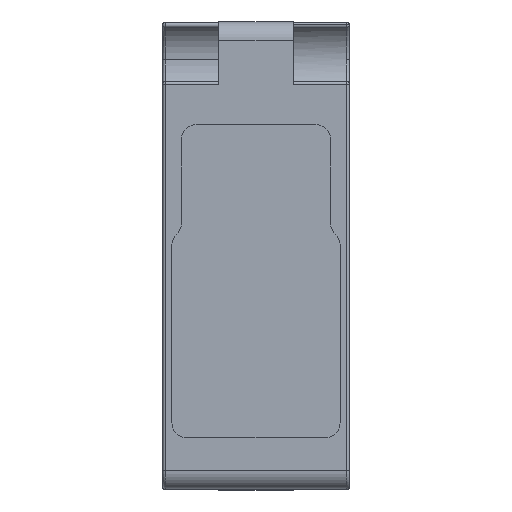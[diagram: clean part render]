
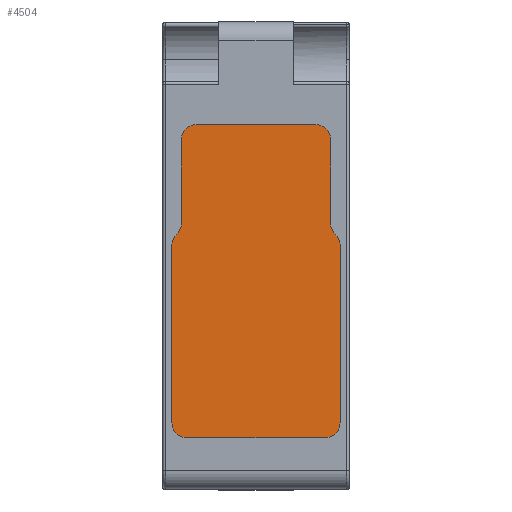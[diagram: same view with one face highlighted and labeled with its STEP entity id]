
A CAD part, top view. The second image highlights one B-rep face of the part: STEP entity #4504.
In plain terms, the highlighted planar face has unit normal (0, 0, 1).
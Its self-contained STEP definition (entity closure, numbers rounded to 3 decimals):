
#54 = AXIS2_PLACEMENT_3D ( 'NONE', #12433, #5947, #13522 ) ;
#57 = CARTESIAN_POINT ( 'NONE',  ( 6.4, 14., 25. ) ) ;
#195 = CARTESIAN_POINT ( 'NONE',  ( -7.4, -17.9, 25. ) ) ;
#309 = EDGE_CURVE ( 'NONE', #11489, #9440, #5740, .T. ) ;
#310 = DIRECTION ( 'NONE',  ( 0., 0., 1. ) ) ;
#342 = AXIS2_PLACEMENT_3D ( 'NONE', #8054, #1451, #9134 ) ;
#412 = AXIS2_PLACEMENT_3D ( 'NONE', #14028, #7553, #929 ) ;
#574 = CIRCLE ( 'NONE', #412, 1.6 ) ;
#699 = CARTESIAN_POINT ( 'NONE',  ( 7.4, -19.5, 25. ) ) ;
#830 = AXIS2_PLACEMENT_3D ( 'NONE', #3724, #11383, #4839 ) ;
#867 = CARTESIAN_POINT ( 'NONE',  ( 9.6, 3.424, 25. ) ) ;
#893 = VERTEX_POINT ( 'NONE', #57 ) ;
#897 = EDGE_CURVE ( 'NONE', #1657, #14045, #8505, .T. ) ;
#929 = DIRECTION ( 'NONE',  ( 1., 0., 0. ) ) ;
#1085 = VERTEX_POINT ( 'NONE', #3978 ) ;
#1312 = DIRECTION ( 'NONE',  ( 1., 0., 0. ) ) ;
#1345 = EDGE_CURVE ( 'NONE', #9440, #1657, #12853, .T. ) ;
#1437 = CARTESIAN_POINT ( 'NONE',  ( -9., 1.1, 25. ) ) ;
#1451 = DIRECTION ( 'NONE',  ( 0., 0., 1. ) ) ;
#1555 = EDGE_CURVE ( 'NONE', #7494, #6443, #6582, .T. ) ;
#1584 = ORIENTED_EDGE ( 'NONE', *, *, #1345, .T. ) ;
#1590 = DIRECTION ( 'NONE',  ( -1., 0., 0. ) ) ;
#1657 = VERTEX_POINT ( 'NONE', #12330 ) ;
#1707 = EDGE_CURVE ( 'NONE', #11800, #6494, #7076, .T. ) ;
#1989 = DIRECTION ( 'NONE',  ( 1., 0., 0. ) ) ;
#2020 = DIRECTION ( 'NONE',  ( 0., 0., 1. ) ) ;
#2152 = PLANE ( 'NONE',  #12199 ) ;
#2592 = CARTESIAN_POINT ( 'NONE',  ( 8., 12.4, 25. ) ) ;
#2621 = EDGE_CURVE ( 'NONE', #14045, #893, #7336, .T. ) ;
#2728 = EDGE_CURVE ( 'NONE', #893, #1085, #8515, .T. ) ;
#2740 = EDGE_CURVE ( 'NONE', #6494, #7494, #13922, .T. ) ;
#2867 = VECTOR ( 'NONE', #4752, 1000. ) ;
#2938 = CARTESIAN_POINT ( 'NONE',  ( 9., -17.9, 25. ) ) ;
#3429 = ORIENTED_EDGE ( 'NONE', *, *, #7734, .T. ) ;
#3724 = CARTESIAN_POINT ( 'NONE',  ( 7.4, -17.9, 25. ) ) ;
#3978 = CARTESIAN_POINT ( 'NONE',  ( -6.4, 14., 25. ) ) ;
#4418 = CARTESIAN_POINT ( 'NONE',  ( -6.4, 12.4, 25. ) ) ;
#4504 = ADVANCED_FACE ( 'NONE', ( #10234 ), #2152, .T. ) ;
#4572 = CARTESIAN_POINT ( 'NONE',  ( -9., -17.9, 25. ) ) ;
#4752 = DIRECTION ( 'NONE',  ( 0., -1., 0. ) ) ;
#4839 = DIRECTION ( 'NONE',  ( 1., 0., 0. ) ) ;
#5065 = AXIS2_PLACEMENT_3D ( 'NONE', #8608, #2020, #9695 ) ;
#5126 = CARTESIAN_POINT ( 'NONE',  ( 8.5, 2.262, 25. ) ) ;
#5276 = EDGE_CURVE ( 'NONE', #11502, #11800, #574, .T. ) ;
#5522 = DIRECTION ( 'NONE',  ( 1., 0., 0. ) ) ;
#5588 = VECTOR ( 'NONE', #5793, 1000. ) ;
#5598 = VECTOR ( 'NONE', #1590, 1000. ) ;
#5740 = CIRCLE ( 'NONE', #6590, 1.6 ) ;
#5783 = ORIENTED_EDGE ( 'NONE', *, *, #6707, .T. ) ;
#5793 = DIRECTION ( 'NONE',  ( 0., 1., 0. ) ) ;
#5812 = LINE ( 'NONE', #11285, #2867 ) ;
#5947 = DIRECTION ( 'NONE',  ( 0., 0., 1. ) ) ;
#6104 = EDGE_CURVE ( 'NONE', #12766, #11489, #7155, .T. ) ;
#6395 = ORIENTED_EDGE ( 'NONE', *, *, #309, .T. ) ;
#6443 = VERTEX_POINT ( 'NONE', #6481 ) ;
#6481 = CARTESIAN_POINT ( 'NONE',  ( -7.4, -19.5, 25. ) ) ;
#6494 = VERTEX_POINT ( 'NONE', #1437 ) ;
#6524 = ORIENTED_EDGE ( 'NONE', *, *, #1707, .T. ) ;
#6582 = CIRCLE ( 'NONE', #6973, 1.6 ) ;
#6590 = AXIS2_PLACEMENT_3D ( 'NONE', #6912, #310, #8033 ) ;
#6707 = EDGE_CURVE ( 'NONE', #1085, #7873, #13055, .T. ) ;
#6912 = CARTESIAN_POINT ( 'NONE',  ( 7.4, 1.1, 25. ) ) ;
#6973 = AXIS2_PLACEMENT_3D ( 'NONE', #195, #7916, #1312 ) ;
#7076 = CIRCLE ( 'NONE', #54, 1.6 ) ;
#7155 = LINE ( 'NONE', #10327, #12903 ) ;
#7260 = AXIS2_PLACEMENT_3D ( 'NONE', #867, #8584, #1989 ) ;
#7326 = DIRECTION ( 'NONE',  ( 1., 0., 0. ) ) ;
#7334 = ORIENTED_EDGE ( 'NONE', *, *, #2728, .T. ) ;
#7336 = CIRCLE ( 'NONE', #342, 1.6 ) ;
#7494 = VERTEX_POINT ( 'NONE', #4572 ) ;
#7553 = DIRECTION ( 'NONE',  ( 0., 0., -1. ) ) ;
#7682 = CARTESIAN_POINT ( 'NONE',  ( -8.5, 2.262, 25. ) ) ;
#7699 = ORIENTED_EDGE ( 'NONE', *, *, #2621, .T. ) ;
#7734 = EDGE_CURVE ( 'NONE', #6443, #8415, #11575, .T. ) ;
#7873 = VERTEX_POINT ( 'NONE', #8742 ) ;
#7916 = DIRECTION ( 'NONE',  ( 0., 0., 1. ) ) ;
#8013 = ORIENTED_EDGE ( 'NONE', *, *, #2740, .T. ) ;
#8033 = DIRECTION ( 'NONE',  ( 1., 0., 0. ) ) ;
#8054 = CARTESIAN_POINT ( 'NONE',  ( 6.4, 12.4, 25. ) ) ;
#8200 = CARTESIAN_POINT ( 'NONE',  ( 6.4, 14., 25. ) ) ;
#8250 = CARTESIAN_POINT ( 'NONE',  ( 9., 1.1, 25. ) ) ;
#8415 = VERTEX_POINT ( 'NONE', #8694 ) ;
#8492 = ORIENTED_EDGE ( 'NONE', *, *, #10100, .T. ) ;
#8505 = LINE ( 'NONE', #10109, #5588 ) ;
#8515 = LINE ( 'NONE', #8200, #5598 ) ;
#8584 = DIRECTION ( 'NONE',  ( 0., 0., -1. ) ) ;
#8608 = CARTESIAN_POINT ( 'NONE',  ( -6.4, 12.4, 25. ) ) ;
#8694 = CARTESIAN_POINT ( 'NONE',  ( 7.4, -19.5, 25. ) ) ;
#8708 = VECTOR ( 'NONE', #7326, 1000. ) ;
#8742 = CARTESIAN_POINT ( 'NONE',  ( -8., 12.4, 25. ) ) ;
#9134 = DIRECTION ( 'NONE',  ( 1., 0., 0. ) ) ;
#9327 = CARTESIAN_POINT ( 'NONE',  ( -8., 3.424, 25. ) ) ;
#9440 = VERTEX_POINT ( 'NONE', #5126 ) ;
#9695 = DIRECTION ( 'NONE',  ( 1., 0., 0. ) ) ;
#9723 = ORIENTED_EDGE ( 'NONE', *, *, #897, .T. ) ;
#9745 = ORIENTED_EDGE ( 'NONE', *, *, #5276, .T. ) ;
#10100 = EDGE_CURVE ( 'NONE', #7873, #11502, #5812, .T. ) ;
#10109 = CARTESIAN_POINT ( 'NONE',  ( 8., 12.4, 25. ) ) ;
#10181 = EDGE_CURVE ( 'NONE', #8415, #12766, #13786, .T. ) ;
#10234 = FACE_OUTER_BOUND ( 'NONE', #12724, .T. ) ;
#10327 = CARTESIAN_POINT ( 'NONE',  ( 9., 1.1, 25. ) ) ;
#10756 = ORIENTED_EDGE ( 'NONE', *, *, #10181, .T. ) ;
#11041 = VECTOR ( 'NONE', #13633, 1000. ) ;
#11285 = CARTESIAN_POINT ( 'NONE',  ( -8., 3.424, 25. ) ) ;
#11383 = DIRECTION ( 'NONE',  ( 0., 0., 1. ) ) ;
#11489 = VERTEX_POINT ( 'NONE', #8250 ) ;
#11502 = VERTEX_POINT ( 'NONE', #9327 ) ;
#11575 = LINE ( 'NONE', #699, #8708 ) ;
#11800 = VERTEX_POINT ( 'NONE', #7682 ) ;
#11897 = ORIENTED_EDGE ( 'NONE', *, *, #1555, .T. ) ;
#12026 = DIRECTION ( 'NONE',  ( 0., 0., 1. ) ) ;
#12199 = AXIS2_PLACEMENT_3D ( 'NONE', #4418, #12026, #5522 ) ;
#12330 = CARTESIAN_POINT ( 'NONE',  ( 8., 3.424, 25. ) ) ;
#12366 = ORIENTED_EDGE ( 'NONE', *, *, #6104, .T. ) ;
#12433 = CARTESIAN_POINT ( 'NONE',  ( -7.4, 1.1, 25. ) ) ;
#12724 = EDGE_LOOP ( 'NONE', ( #5783, #8492, #9745, #6524, #8013, #11897, #3429, #10756, #12366, #6395, #1584, #9723, #7699, #7334 ) ) ;
#12766 = VERTEX_POINT ( 'NONE', #2938 ) ;
#12853 = CIRCLE ( 'NONE', #7260, 1.6 ) ;
#12903 = VECTOR ( 'NONE', #13498, 1000. ) ;
#13055 = CIRCLE ( 'NONE', #5065, 1.6 ) ;
#13498 = DIRECTION ( 'NONE',  ( 0., 1., 0. ) ) ;
#13522 = DIRECTION ( 'NONE',  ( 1., 0., 0. ) ) ;
#13578 = CARTESIAN_POINT ( 'NONE',  ( -9., -17.9, 25. ) ) ;
#13633 = DIRECTION ( 'NONE',  ( 0., -1., 0. ) ) ;
#13786 = CIRCLE ( 'NONE', #830, 1.6 ) ;
#13922 = LINE ( 'NONE', #13578, #11041 ) ;
#14028 = CARTESIAN_POINT ( 'NONE',  ( -9.6, 3.424, 25. ) ) ;
#14045 = VERTEX_POINT ( 'NONE', #2592 ) ;
